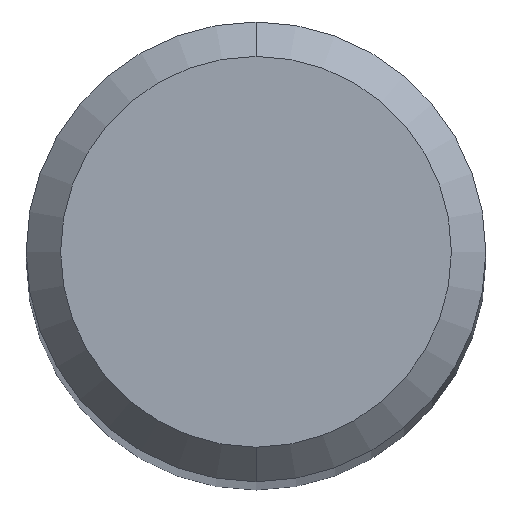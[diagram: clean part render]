
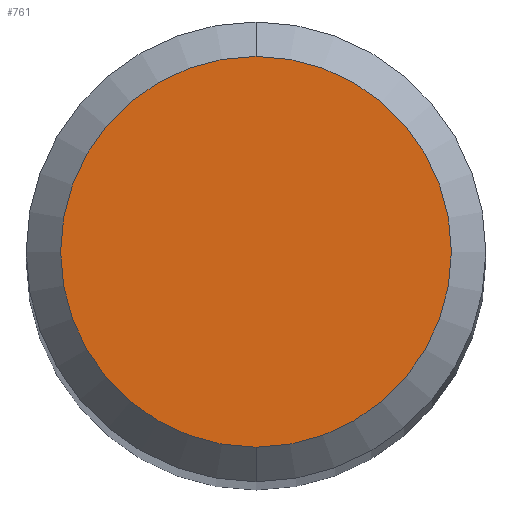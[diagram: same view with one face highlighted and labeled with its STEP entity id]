
A CAD part, top view. The second image highlights one B-rep face of the part: STEP entity #761.
In plain terms, the highlighted planar face has unit normal (0, 0, 1).
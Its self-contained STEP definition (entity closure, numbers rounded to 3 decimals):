
#475=EDGE_CURVE('',#829,#1125,#1305,.T.);
#761=ADVANCED_FACE('',(#1617),#1618,.T.);
#769=EDGE_CURVE('',#1125,#829,#1626,.T.);
#829=VERTEX_POINT('',#1692);
#1125=VERTEX_POINT('',#2014);
#1305=CIRCLE('',#2247,1.7);
#1617=FACE_OUTER_BOUND('',#3497,.T.);
#1618=PLANE('',#3498);
#1626=CIRCLE('',#3509,1.7);
#1692=CARTESIAN_POINT('',(0.0,1.7,0.0));
#2014=CARTESIAN_POINT('',(0.,-1.7,0.0));
#2247=AXIS2_PLACEMENT_3D('',#5770,#5771,#5772);
#3497=EDGE_LOOP('',(#6130,#6131));
#3498=AXIS2_PLACEMENT_3D('',#6132,#6133,#6134);
#3509=AXIS2_PLACEMENT_3D('',#6136,#6137,#6138);
#5770=CARTESIAN_POINT('',(0.0,0.0,0.0));
#5771=DIRECTION('',(0.0,0.0,-1.0));
#5772=DIRECTION('',(0.0,1.0,0.0));
#6130=ORIENTED_EDGE('',*,*,#475,.F.);
#6131=ORIENTED_EDGE('',*,*,#769,.F.);
#6132=CARTESIAN_POINT('',(0.0,0.85,0.0));
#6133=DIRECTION('',(-0.0,0.0,1.0));
#6134=DIRECTION('',(0.0,-1.0,0.0));
#6136=CARTESIAN_POINT('',(0.0,0.0,0.0));
#6137=DIRECTION('',(0.0,0.0,-1.0));
#6138=DIRECTION('',(0.0,1.0,0.0));
